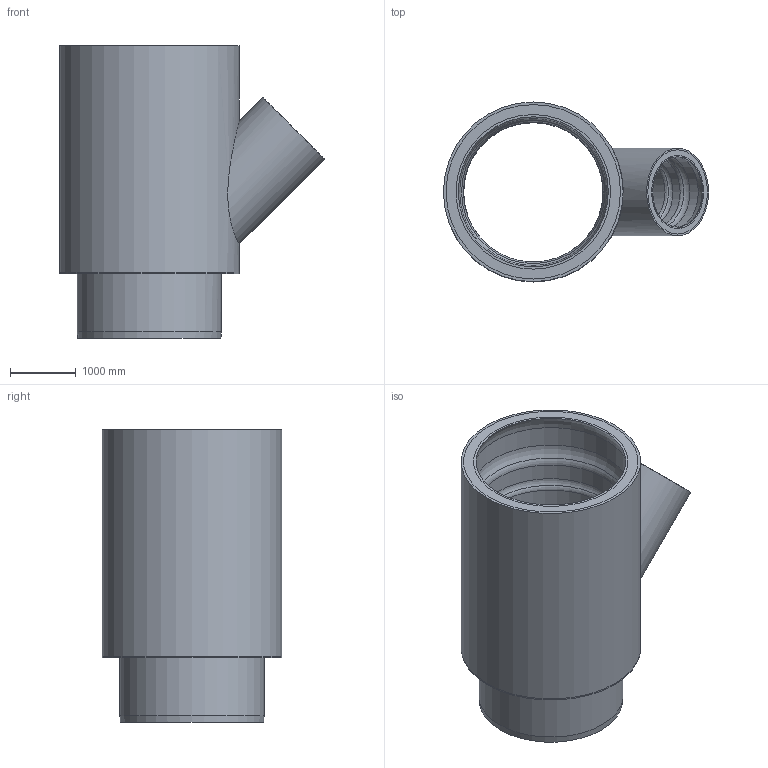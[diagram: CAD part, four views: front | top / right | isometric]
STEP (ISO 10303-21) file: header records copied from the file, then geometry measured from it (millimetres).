
FILE_DESCRIPTION(/* description */ (''),/* implementation_level */ '2;1');
FILE_NAME(/* name */ '58025.GD0X_3D.stp',/* time_stamp */ '2024-12-12T09:48:15+01:00',/* author */ ('CAD'),/* organization */ (''),/* preprocessor_version */ 'ST-DEVELOPER v20',/* originating_system */ 'AutoCAD Mechanical',/* authorisation */ '');
FILE_SCHEMA (('AUTOMOTIVE_DESIGN { 1 0 10303 214 3 1 1 }'));
Length unit declared in the file: centimetre
Products named in the file (4): Product; *S1; *S0; *S2
Assembly tree (3 placements, depth 3):
  Product
    *S1
      *S0
    *S2
Bounding box: 4027.26 x 2730 x 4450 mm (x, y, z)
Volume: 7500145153 mm3; surface area: 210817975.1 mm2
Topology: 8 solids, 8 shells, 98 faces, 349 edges, 349 vertices
Faces by surface type: cylinder 31, torus 30, plane 22, cone 14, bspline 1
Full cylindrical faces by diameter (mm): 980 x2, 1020 x2, 1060 x1, 1100 x2, 1280 x4, 1330 x1, 2133 x1, 2190 x1, 2191 x2, 2240 x1, 2298 x2, 2410 x1, 2468 x2, 2610 x1, 2650 x4, 2730 x2
Entity records: 5505 total; most frequent: CARTESIAN_POINT 2422, DIRECTION 709, ORIENTED_EDGE 458, AXIS2_PLACEMENT_3D 311, EDGE_CURVE 229, CIRCLE 207, VERTEX_POINT 149, STYLED_ITEM 128
